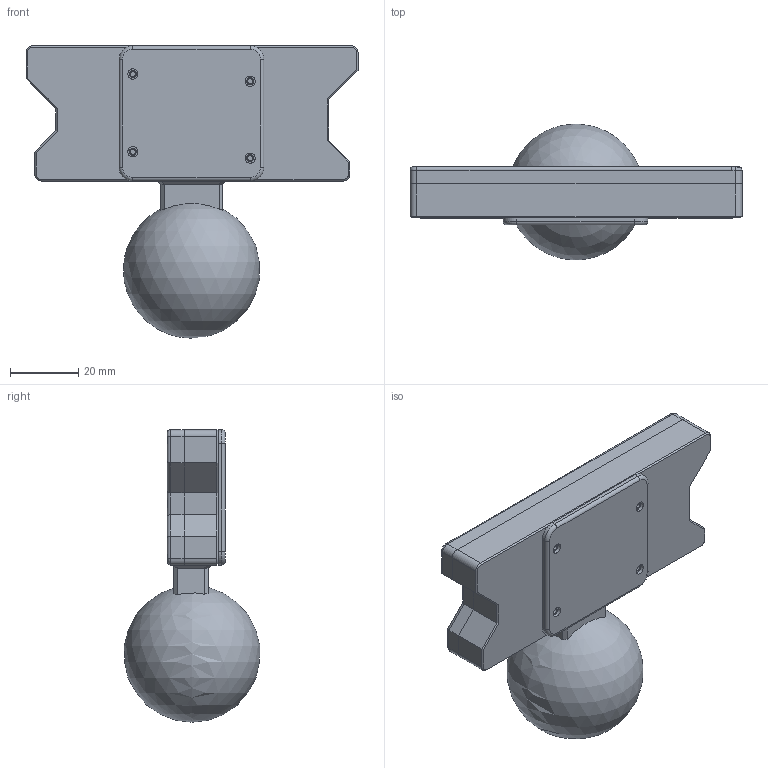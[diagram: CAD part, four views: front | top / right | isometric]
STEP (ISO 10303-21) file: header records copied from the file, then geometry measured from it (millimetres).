
FILE_DESCRIPTION(/* description */ (''),/* implementation_level */ '2;1');
FILE_NAME(/* name */ 'HMD PCB Case Without Display.step',/* time_stamp */ '2025-04-01T21:07:45+02:00',/* author */ (''),/* organization */ (''),/* preprocessor_version */ 'ST-DEVELOPER v20.1',/* originating_system */ 'Autodesk Translation Framework v14.4.0.0',/* authorisation */ '');
FILE_SCHEMA (('AUTOMOTIVE_DESIGN { 1 0 10303 214 3 1 1 }'));
Length unit declared in the file: millimetre
Products named in the file (6): HMD Board Case; Component1; Component2; Component3; Component5; Component6
Assembly tree (5 placements, depth 2):
  HMD Board Case
    Component1
    Component2
    Component3
    Component5
    Component6
Bounding box: 97.15 x 39.71 x 85.57 mm (x, y, z)
Volume: 55167.7 mm3; surface area: 29700.9 mm2
Topology: 4 solids, 4 shells, 288 faces, 710 edges, 445 vertices
Faces by surface type: plane 178, cylinder 72, cone 28, torus 4, bspline 4, sphere 2
Full cylindrical faces by diameter (mm): 1.5 x9, 2.1 x9, 2.2 x4, 3 x9
Entity records: 8701 total; most frequent: CARTESIAN_POINT 1591, DIRECTION 1471, ORIENTED_EDGE 1416, EDGE_CURVE 708, LINE 505, VECTOR 505, AXIS2_PLACEMENT_3D 483, VERTEX_POINT 445
